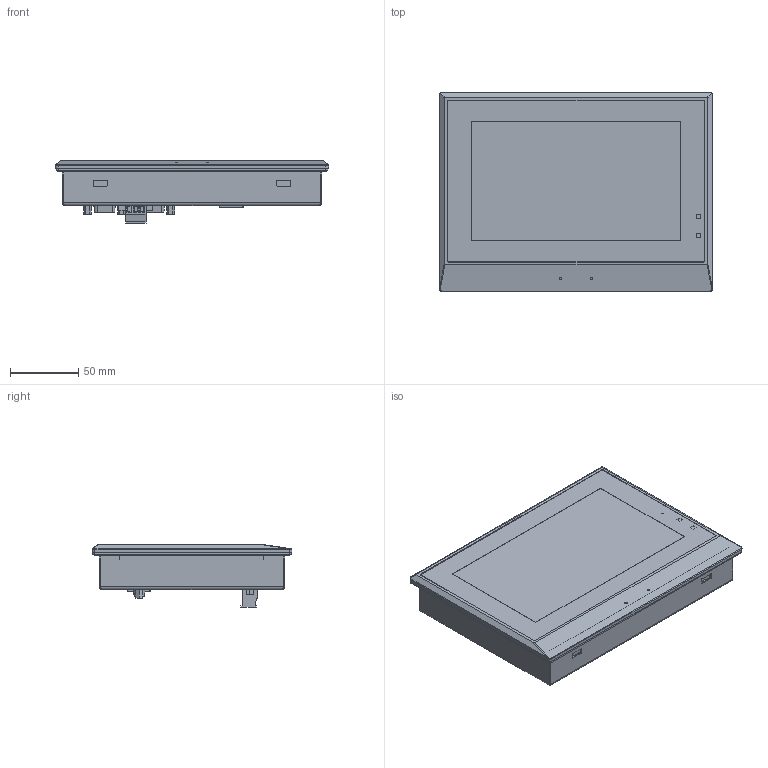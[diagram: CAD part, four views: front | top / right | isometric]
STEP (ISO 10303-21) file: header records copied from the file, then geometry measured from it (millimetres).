
FILE_DESCRIPTION (( 'STEP AP214' ), '1' );
FILE_NAME ('ETG-A8TS-HSSE-P-070_Ïàíåëü îïåðàòîðà ETG 7” ìåòàëëè÷åñêèé êîðïóñ ONI.STEP', '2018-09-25T07:02:30', ( '' ), ( '' ), 'SwSTEP 2.0', 'SolidWorks 2014', '' );
FILE_SCHEMA (( 'AUTOMOTIVE_DESIGN' ));
Length unit declared in the file: millimetre
Products named in the file (1): ETG-A8TS-HSSE-P-070_Ïàíåëü îïåðàòîðà ETG 7” ìåòàëëè÷åñêèé êîðïóñ ONI
Bounding box: 200 x 146 x 45.7 mm (x, y, z)
Surface area: 214243.9 mm2 (no closed solid volume)
Topology: 0 solids, 18 shells, 603 faces, 2115 edges, 1453 vertices
Faces by surface type: plane 309, cylinder 209, bspline 39, torus 36, cone 10
Entity records: 30822 total; most frequent: CARTESIAN_POINT 6293, DIRECTION 3770, ORIENTED_EDGE 3351, EDGE_CURVE 2112, VERTEX_POINT 1453, LINE 1328, VECTOR 1328, AXIS2_PLACEMENT_3D 1221
